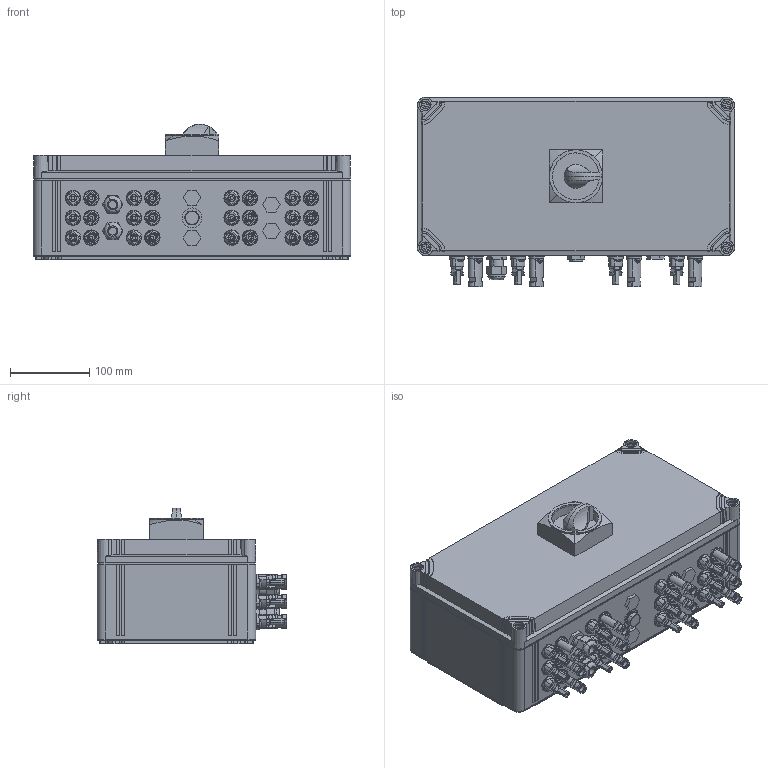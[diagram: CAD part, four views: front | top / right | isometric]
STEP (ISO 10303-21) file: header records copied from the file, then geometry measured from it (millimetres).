
FILE_DESCRIPTION(('CATIA V5 STEP Exchange','CAx-IF Rec.Pracs.--- Model Styling and Organization---1.4--- 2014-01-23'),'2;1');
FILE_NAME ('1467924-3_0', '2023-04-26T04:22:44+00:00', ('none'), ('Weidmueller'), 'CATIA Version 5-6 Release 2016 SP3 HF44', 'CATIA V5 STEP AP214', 'none');
FILE_SCHEMA(('AUTOMOTIVE_DESIGN { 1 0 10303 214 1 1 1 1 }'));
Products named in the file (1): S3D_PVN_3I_3O_2MPP_SW_WM4_11
Bounding box: 400 x 239.25 x 171.1 mm (x, y, z)
Volume: 10413623.2 mm3; surface area: 631638.7 mm2
Topology: 39 solids, 39 shells, 2843 faces, 8465 edges, 5818 vertices
Faces by surface type: plane 1610, cylinder 845, cone 268, extrusion 48, sphere 38, revolution 26, torus 4, bspline 4
Entity records: 99122 total; most frequent: CARTESIAN_POINT 28306, ORIENTED_EDGE 16922, DIRECTION 9710, EDGE_CURVE 8461, VERTEX_POINT 5818, VECTOR 4054, LINE 4006, AXIS2_PLACEMENT_3D 3907
